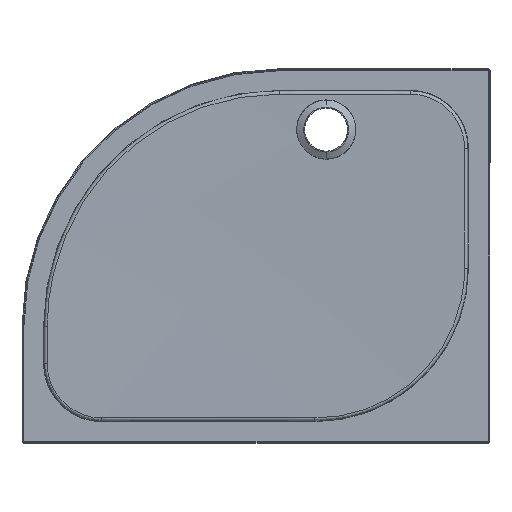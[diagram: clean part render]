
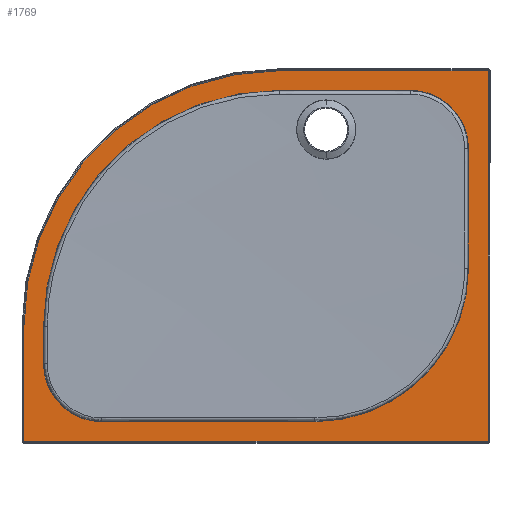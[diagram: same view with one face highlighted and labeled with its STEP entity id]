
A CAD part, front view. The second image highlights one B-rep face of the part: STEP entity #1769.
In plain terms, the highlighted planar face has unit normal (0, -1, 0).
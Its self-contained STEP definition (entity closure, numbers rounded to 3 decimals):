
#67 = DIRECTION ( 'NONE',  ( 0., 0., -1. ) ) ;
#116 = DIRECTION ( 'NONE',  ( 0., 1., 0. ) ) ;
#172 = VERTEX_POINT ( 'NONE', #1532 ) ;
#255 = VERTEX_POINT ( 'NONE', #4995 ) ;
#307 = CIRCLE ( 'NONE', #1372, 546. ) ;
#361 = VERTEX_POINT ( 'NONE', #4683 ) ;
#501 = VERTEX_POINT ( 'NONE', #6657 ) ;
#506 = EDGE_CURVE ( 'NONE', #172, #8123, #307, .T. ) ;
#613 = CARTESIAN_POINT ( 'NONE',  ( -1430., 46., -230. ) ) ;
#681 = ORIENTED_EDGE ( 'NONE', *, *, #506, .T. ) ;
#751 = AXIS2_PLACEMENT_3D ( 'NONE', #5458, #7899, #1490 ) ;
#776 = LINE ( 'NONE', #5875, #8118 ) ;
#780 = CARTESIAN_POINT ( 'NONE',  ( -974., 46., -26. ) ) ;
#796 = DIRECTION ( 'NONE',  ( 0., 0., 1. ) ) ;
#992 = LINE ( 'NONE', #2242, #7303 ) ;
#1117 = ORIENTED_EDGE ( 'NONE', *, *, #7675, .T. ) ;
#1184 = EDGE_LOOP ( 'NONE', ( #4782, #5159, #7097, #3860, #4032, #1246, #8251, #3605 ) ) ;
#1215 = VERTEX_POINT ( 'NONE', #3673 ) ;
#1246 = ORIENTED_EDGE ( 'NONE', *, *, #7025, .T. ) ;
#1318 = VERTEX_POINT ( 'NONE', #7009 ) ;
#1326 = VERTEX_POINT ( 'NONE', #3828 ) ;
#1356 = ORIENTED_EDGE ( 'NONE', *, *, #2695, .T. ) ;
#1367 = CARTESIAN_POINT ( 'NONE',  ( -1100., 46., 0. ) ) ;
#1372 = AXIS2_PLACEMENT_3D ( 'NONE', #7372, #5391, #796 ) ;
#1407 = DIRECTION ( 'NONE',  ( 0., 0., 1. ) ) ;
#1428 = CIRCLE ( 'NONE', #7852, 504. ) ;
#1490 = DIRECTION ( 'NONE',  ( 0., 0., 1. ) ) ;
#1532 = CARTESIAN_POINT ( 'NONE',  ( -1050., 46., 396. ) ) ;
#1615 = ORIENTED_EDGE ( 'NONE', *, *, #6131, .T. ) ;
#1622 = VECTOR ( 'NONE', #7952, 1000. ) ;
#1769 = ADVANCED_FACE ( 'NONE', ( #2626, #4549 ), #7110, .F. ) ;
#1917 = LINE ( 'NONE', #7186, #4623 ) ;
#1981 = EDGE_CURVE ( 'NONE', #255, #3195, #6979, .T. ) ;
#2242 = CARTESIAN_POINT ( 'NONE',  ( -1100., 46., 354. ) ) ;
#2280 = CARTESIAN_POINT ( 'NONE',  ( -604., 46., 0. ) ) ;
#2311 = VECTOR ( 'NONE', #67, 1000. ) ;
#2343 = EDGE_CURVE ( 'NONE', #5313, #1215, #1917, .T. ) ;
#2500 = EDGE_CURVE ( 'NONE', #3195, #1318, #3021, .T. ) ;
#2605 = EDGE_CURVE ( 'NONE', #501, #255, #6232, .T. ) ;
#2626 = FACE_OUTER_BOUND ( 'NONE', #7781, .T. ) ;
#2635 = EDGE_CURVE ( 'NONE', #4478, #501, #992, .T. ) ;
#2695 = EDGE_CURVE ( 'NONE', #4791, #1326, #3544, .T. ) ;
#2773 = VERTEX_POINT ( 'NONE', #5963 ) ;
#2825 = DIRECTION ( 'NONE',  ( 0., 0., 1. ) ) ;
#2912 = DIRECTION ( 'NONE',  ( 1., 0., 0. ) ) ;
#3021 = CIRCLE ( 'NONE', #6905, 328. ) ;
#3035 = CIRCLE ( 'NONE', #3307, 124. ) ;
#3181 = VECTOR ( 'NONE', #3336, 1000. ) ;
#3195 = VERTEX_POINT ( 'NONE', #8186 ) ;
#3307 = AXIS2_PLACEMENT_3D ( 'NONE', #613, #5085, #7656 ) ;
#3336 = DIRECTION ( 'NONE',  ( -1., 0., 0. ) ) ;
#3471 = EDGE_CURVE ( 'NONE', #361, #4791, #3513, .T. ) ;
#3513 = LINE ( 'NONE', #6817, #1622 ) ;
#3544 = LINE ( 'NONE', #2280, #3563 ) ;
#3563 = VECTOR ( 'NONE', #2825, 1000. ) ;
#3605 = ORIENTED_EDGE ( 'NONE', *, *, #5787, .T. ) ;
#3673 = CARTESIAN_POINT ( 'NONE',  ( -1554., 46., -150. ) ) ;
#3812 = CARTESIAN_POINT ( 'NONE',  ( -604., 46., -396. ) ) ;
#3828 = CARTESIAN_POINT ( 'NONE',  ( -604., 46., 396. ) ) ;
#3860 = ORIENTED_EDGE ( 'NONE', *, *, #2500, .T. ) ;
#3894 = CARTESIAN_POINT ( 'NONE',  ( -1596., 46., 0. ) ) ;
#4032 = ORIENTED_EDGE ( 'NONE', *, *, #6553, .T. ) ;
#4434 = LINE ( 'NONE', #3894, #7311 ) ;
#4478 = VERTEX_POINT ( 'NONE', #7393 ) ;
#4503 = CARTESIAN_POINT ( 'NONE',  ( -646., 46., 0. ) ) ;
#4549 = FACE_BOUND ( 'NONE', #1184, .T. ) ;
#4587 = LINE ( 'NONE', #7148, #3181 ) ;
#4623 = VECTOR ( 'NONE', #6439, 1000. ) ;
#4683 = CARTESIAN_POINT ( 'NONE',  ( -1596., 46., -396. ) ) ;
#4782 = ORIENTED_EDGE ( 'NONE', *, *, #2635, .T. ) ;
#4791 = VERTEX_POINT ( 'NONE', #3812 ) ;
#4850 = AXIS2_PLACEMENT_3D ( 'NONE', #1367, #116, #6317 ) ;
#4995 = CARTESIAN_POINT ( 'NONE',  ( -646., 46., 230. ) ) ;
#5085 = DIRECTION ( 'NONE',  ( 0., 1., 0. ) ) ;
#5159 = ORIENTED_EDGE ( 'NONE', *, *, #2605, .T. ) ;
#5313 = VERTEX_POINT ( 'NONE', #8064 ) ;
#5391 = DIRECTION ( 'NONE',  ( 0., -1., 0. ) ) ;
#5410 = CARTESIAN_POINT ( 'NONE',  ( -1050., 46., -150. ) ) ;
#5458 = CARTESIAN_POINT ( 'NONE',  ( -770., 46., 230. ) ) ;
#5787 = EDGE_CURVE ( 'NONE', #1215, #4478, #1428, .T. ) ;
#5875 = CARTESIAN_POINT ( 'NONE',  ( -1100., 46., -354. ) ) ;
#5963 = CARTESIAN_POINT ( 'NONE',  ( -1430., 46., -354. ) ) ;
#6131 = EDGE_CURVE ( 'NONE', #8123, #361, #4434, .T. ) ;
#6210 = DIRECTION ( 'NONE',  ( 0., 0., 1. ) ) ;
#6232 = CIRCLE ( 'NONE', #751, 124. ) ;
#6317 = DIRECTION ( 'NONE',  ( 0., 0., 1. ) ) ;
#6439 = DIRECTION ( 'NONE',  ( 0., 0., 1. ) ) ;
#6553 = EDGE_CURVE ( 'NONE', #1318, #2773, #776, .T. ) ;
#6555 = DIRECTION ( 'NONE',  ( 0., 1., 0. ) ) ;
#6657 = CARTESIAN_POINT ( 'NONE',  ( -770., 46., 354. ) ) ;
#6817 = CARTESIAN_POINT ( 'NONE',  ( -1100., 46., -396. ) ) ;
#6882 = DIRECTION ( 'NONE',  ( 0., 1., 0. ) ) ;
#6905 = AXIS2_PLACEMENT_3D ( 'NONE', #780, #6555, #1407 ) ;
#6979 = LINE ( 'NONE', #4503, #2311 ) ;
#6993 = DIRECTION ( 'NONE',  ( 0., 0., -1. ) ) ;
#7009 = CARTESIAN_POINT ( 'NONE',  ( -974., 46., -354. ) ) ;
#7024 = ORIENTED_EDGE ( 'NONE', *, *, #3471, .T. ) ;
#7025 = EDGE_CURVE ( 'NONE', #2773, #5313, #3035, .T. ) ;
#7097 = ORIENTED_EDGE ( 'NONE', *, *, #1981, .T. ) ;
#7110 = PLANE ( 'NONE',  #4850 ) ;
#7148 = CARTESIAN_POINT ( 'NONE',  ( -1100., 46., 396. ) ) ;
#7186 = CARTESIAN_POINT ( 'NONE',  ( -1554., 46., 0. ) ) ;
#7303 = VECTOR ( 'NONE', #2912, 1000. ) ;
#7311 = VECTOR ( 'NONE', #6993, 1000. ) ;
#7372 = CARTESIAN_POINT ( 'NONE',  ( -1050., 46., -150. ) ) ;
#7393 = CARTESIAN_POINT ( 'NONE',  ( -1050., 46., 354. ) ) ;
#7656 = DIRECTION ( 'NONE',  ( 0., 0., 1. ) ) ;
#7675 = EDGE_CURVE ( 'NONE', #1326, #172, #4587, .T. ) ;
#7781 = EDGE_LOOP ( 'NONE', ( #7024, #1356, #1117, #681, #1615 ) ) ;
#7852 = AXIS2_PLACEMENT_3D ( 'NONE', #5410, #6882, #6210 ) ;
#7899 = DIRECTION ( 'NONE',  ( 0., 1., 0. ) ) ;
#7938 = DIRECTION ( 'NONE',  ( -1., 0., 0. ) ) ;
#7952 = DIRECTION ( 'NONE',  ( 1., 0., 0. ) ) ;
#7968 = CARTESIAN_POINT ( 'NONE',  ( -1596., 46., -150. ) ) ;
#8064 = CARTESIAN_POINT ( 'NONE',  ( -1554., 46., -230. ) ) ;
#8118 = VECTOR ( 'NONE', #7938, 1000. ) ;
#8123 = VERTEX_POINT ( 'NONE', #7968 ) ;
#8186 = CARTESIAN_POINT ( 'NONE',  ( -646., 46., -26. ) ) ;
#8251 = ORIENTED_EDGE ( 'NONE', *, *, #2343, .T. ) ;
